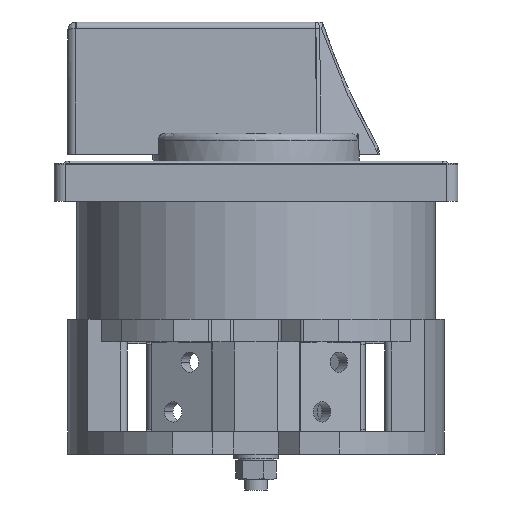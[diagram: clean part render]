
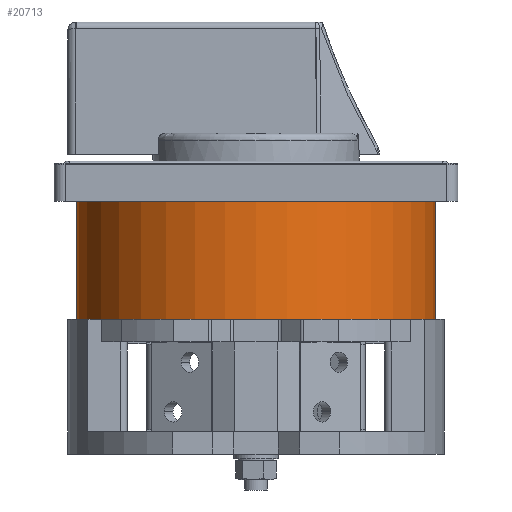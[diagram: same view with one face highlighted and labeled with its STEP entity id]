
A CAD part, left-side view. The second image highlights one B-rep face of the part: STEP entity #20713.
In plain terms, the highlighted cylindrical face has radius 40 mm (diameter 80 mm), a partial arc.
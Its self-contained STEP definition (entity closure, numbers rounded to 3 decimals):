
#19736=CARTESIAN_POINT('',(-45.,45.,56.3));
#19737=DIRECTION('',(0.,0.,-1.));
#19738=DIRECTION('',(0.,-1.,0.));
#19739=AXIS2_PLACEMENT_3D('',#19736,#19737,#19738);
#20072=CARTESIAN_POINT('',(-45.,45.,30.));
#20073=DIRECTION('',(0.,0.,1.));
#20074=DIRECTION('',(0.,1.,0.));
#20075=AXIS2_PLACEMENT_3D('',#20072,#20073,#20074);
#20128=DIRECTION('',(0.,0.,1.));
#20129=VECTOR('',#20128,26.3);
#20130=CARTESIAN_POINT('',(-45.,5.,30.));
#20131=LINE('',#20130,#20129);
#20135=DIRECTION('',(0.,0.,1.));
#20136=VECTOR('',#20135,26.3);
#20137=CARTESIAN_POINT('',(-45.,85.,30.));
#20138=LINE('',#20137,#20136);
#20249=CARTESIAN_POINT('',(-45.,85.,56.3));
#20250=CARTESIAN_POINT('',(-45.,5.,56.3));
#20251=VERTEX_POINT('',#20249);
#20252=VERTEX_POINT('',#20250);
#20253=CARTESIAN_POINT('',(-45.,5.,30.));
#20254=CARTESIAN_POINT('',(-45.,85.,30.));
#20255=VERTEX_POINT('',#20253);
#20256=VERTEX_POINT('',#20254);
#20702=CARTESIAN_POINT('',(-45.,45.,30.));
#20703=DIRECTION('',(0.,0.,1.));
#20704=DIRECTION('',(0.,-1.,0.));
#20705=AXIS2_PLACEMENT_3D('',#20702,#20703,#20704);
#20706=CYLINDRICAL_SURFACE('',#20705,40.);
#20707=ORIENTED_EDGE('',*,*,#20652,.F.);
#20708=ORIENTED_EDGE('',*,*,#20690,.T.);
#20709=ORIENTED_EDGE('',*,*,#20354,.F.);
#20710=ORIENTED_EDGE('',*,*,#20687,.F.);
#20711=EDGE_LOOP('',(#20707,#20708,#20709,#20710));
#20712=FACE_OUTER_BOUND('',#20711,.F.);
#19740=CIRCLE('',#19739,40.);
#20076=CIRCLE('',#20075,40.);
#20354=EDGE_CURVE('',#20252,#20251,#19740,.T.);
#20652=EDGE_CURVE('',#20256,#20255,#20076,.T.);
#20687=EDGE_CURVE('',#20255,#20252,#20131,.T.);
#20690=EDGE_CURVE('',#20256,#20251,#20138,.T.);
#20713=ADVANCED_FACE('',(#20712),#20706,.T.);
